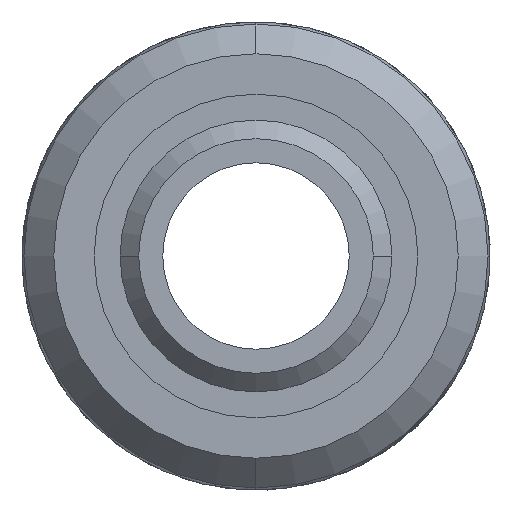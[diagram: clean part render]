
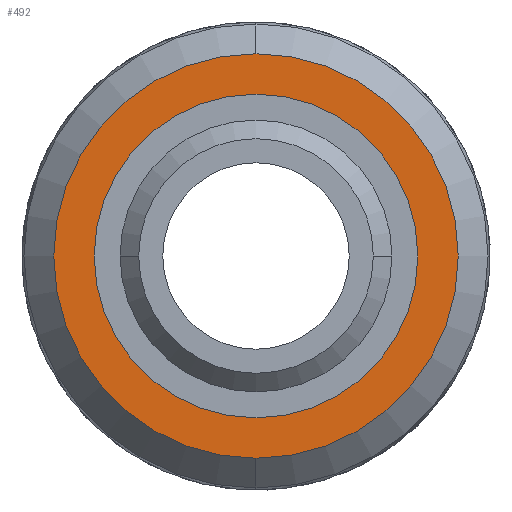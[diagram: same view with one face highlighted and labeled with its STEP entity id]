
A CAD part, front view. The second image highlights one B-rep face of the part: STEP entity #492.
In plain terms, the highlighted planar face has unit normal (0, -1, 0).
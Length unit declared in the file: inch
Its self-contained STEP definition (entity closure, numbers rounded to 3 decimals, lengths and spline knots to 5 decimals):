
#125 = CARTESIAN_POINT ( 'NONE',  ( 0., -0.625, 0. ) ) ;
#151 = ORIENTED_EDGE ( 'NONE', *, *, #2393, .T. ) ;
#197 = CIRCLE ( 'NONE', #2130, 0.2715 ) ;
#213 = EDGE_LOOP ( 'NONE', ( #1702, #1498 ) ) ;
#278 = FACE_BOUND ( 'NONE', #213, .T. ) ;
#355 = DIRECTION ( 'NONE',  ( 0., 0., 1. ) ) ;
#428 = AXIS2_PLACEMENT_3D ( 'NONE', #853, #2354, #1073 ) ;
#431 = AXIS2_PLACEMENT_3D ( 'NONE', #125, #1667, #355 ) ;
#432 = EDGE_LOOP ( 'NONE', ( #971, #151 ) ) ;
#492 = ADVANCED_FACE ( 'NONE', ( #278, #2440 ), #1708, .T. ) ;
#627 = CARTESIAN_POINT ( 'NONE',  ( 0., -0.625, 0.2715 ) ) ;
#657 = AXIS2_PLACEMENT_3D ( 'NONE', #714, #2240, #947 ) ;
#714 = CARTESIAN_POINT ( 'NONE',  ( 0., -0.625, 0. ) ) ;
#850 = DIRECTION ( 'NONE',  ( 0., 0., -1. ) ) ;
#853 = CARTESIAN_POINT ( 'NONE',  ( 0., -0.625, 0. ) ) ;
#906 = AXIS2_PLACEMENT_3D ( 'NONE', #1935, #1500, #850 ) ;
#947 = DIRECTION ( 'NONE',  ( 0., 0., -1. ) ) ;
#971 = ORIENTED_EDGE ( 'NONE', *, *, #2008, .T. ) ;
#1024 = DIRECTION ( 'NONE',  ( 0., -1., 0. ) ) ;
#1039 = CIRCLE ( 'NONE', #657, 0.21725 ) ;
#1073 = DIRECTION ( 'NONE',  ( 0., 0., -1. ) ) ;
#1107 = CIRCLE ( 'NONE', #431, 0.2715 ) ;
#1220 = EDGE_CURVE ( 'NONE', #1955, #1899, #2183, .T. ) ;
#1465 = EDGE_CURVE ( 'NONE', #1899, #1955, #1039, .T. ) ;
#1498 = ORIENTED_EDGE ( 'NONE', *, *, #1465, .T. ) ;
#1500 = DIRECTION ( 'NONE',  ( 0., -1., 0. ) ) ;
#1585 = CARTESIAN_POINT ( 'NONE',  ( 0., -0.625, -0.21725 ) ) ;
#1667 = DIRECTION ( 'NONE',  ( 0., -1., 0. ) ) ;
#1686 = VERTEX_POINT ( 'NONE', #627 ) ;
#1702 = ORIENTED_EDGE ( 'NONE', *, *, #1220, .T. ) ;
#1708 = PLANE ( 'NONE',  #906 ) ;
#1899 = VERTEX_POINT ( 'NONE', #2214 ) ;
#1935 = CARTESIAN_POINT ( 'NONE',  ( 0.2715, -0.625, 0. ) ) ;
#1955 = VERTEX_POINT ( 'NONE', #1585 ) ;
#2008 = EDGE_CURVE ( 'NONE', #1686, #2780, #197, .T. ) ;
#2080 = CARTESIAN_POINT ( 'NONE',  ( 0., -0.625, -0.2715 ) ) ;
#2130 = AXIS2_PLACEMENT_3D ( 'NONE', #2303, #1024, #2520 ) ;
#2183 = CIRCLE ( 'NONE', #428, 0.21725 ) ;
#2214 = CARTESIAN_POINT ( 'NONE',  ( 0., -0.625, 0.21725 ) ) ;
#2240 = DIRECTION ( 'NONE',  ( 0., 1., 0. ) ) ;
#2303 = CARTESIAN_POINT ( 'NONE',  ( 0., -0.625, 0. ) ) ;
#2354 = DIRECTION ( 'NONE',  ( 0., 1., 0. ) ) ;
#2393 = EDGE_CURVE ( 'NONE', #2780, #1686, #1107, .T. ) ;
#2440 = FACE_OUTER_BOUND ( 'NONE', #432, .T. ) ;
#2520 = DIRECTION ( 'NONE',  ( 0., 0., 1. ) ) ;
#2780 = VERTEX_POINT ( 'NONE', #2080 ) ;
